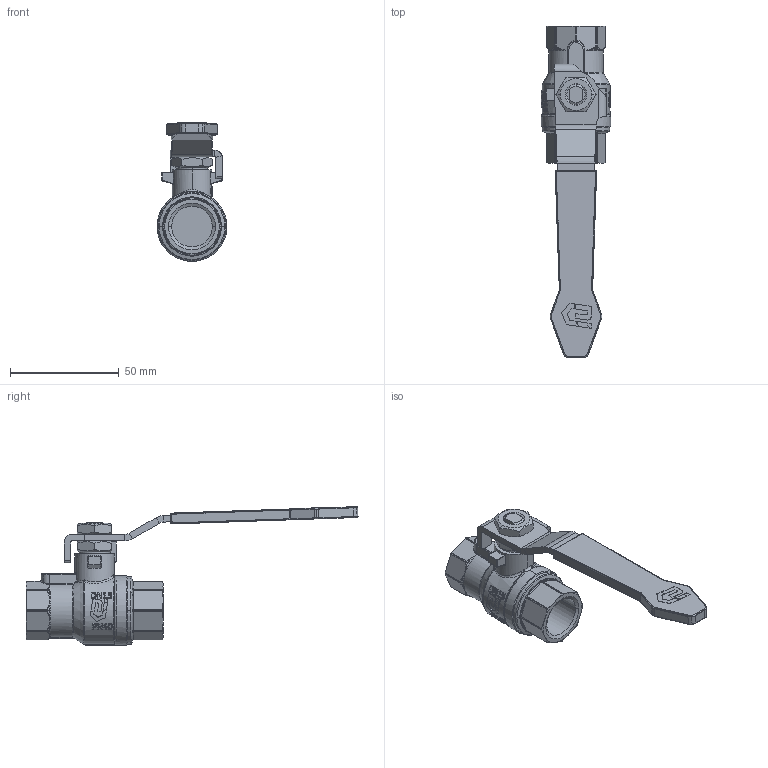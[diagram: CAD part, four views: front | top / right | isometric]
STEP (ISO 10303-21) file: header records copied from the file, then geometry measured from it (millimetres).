
FILE_DESCRIPTION(('HOOPS Exchange Step'),'2;1');
FILE_NAME('GK07_DN15.stp','2025-11-07T13:29:30+01:00',('nieru'),('Unknown organisation'),'HOOPS Exchange 2024.2','HOOPS Exchange','Unknown authorisation');
FILE_SCHEMA( ('AP203_CONFIGURATION_CONTROLLED_3D_DESIGN_OF_MECHANICAL_PARTS_AND_ASSEMBLIES_MIM_LF') );
Length unit declared in the file: millimetre
Products named in the file (2): 0; root
Assembly tree (1 placements, depth 2):
  root
    0
Bounding box: 32 x 152.52 x 63.72 mm (x, y, z)
Volume: 45808.9 mm3; surface area: 16937.2 mm2
Topology: 1 solids, 1 shells, 1016 faces, 2616 edges, 1605 vertices
Faces by surface type: bspline 377, plane 262, cylinder 242, cone 56, torus 56, sphere 23
Entity records: 58553 total; most frequent: CARTESIAN_POINT 37432, ORIENTED_EDGE 5144, DIRECTION 3076, EDGE_CURVE 2572, VERTEX_POINT 1605, B_SPLINE_CURVE_WITH_KNOTS 1260, AXIS2_PLACEMENT_3D 1190, EDGE_LOOP 1063
